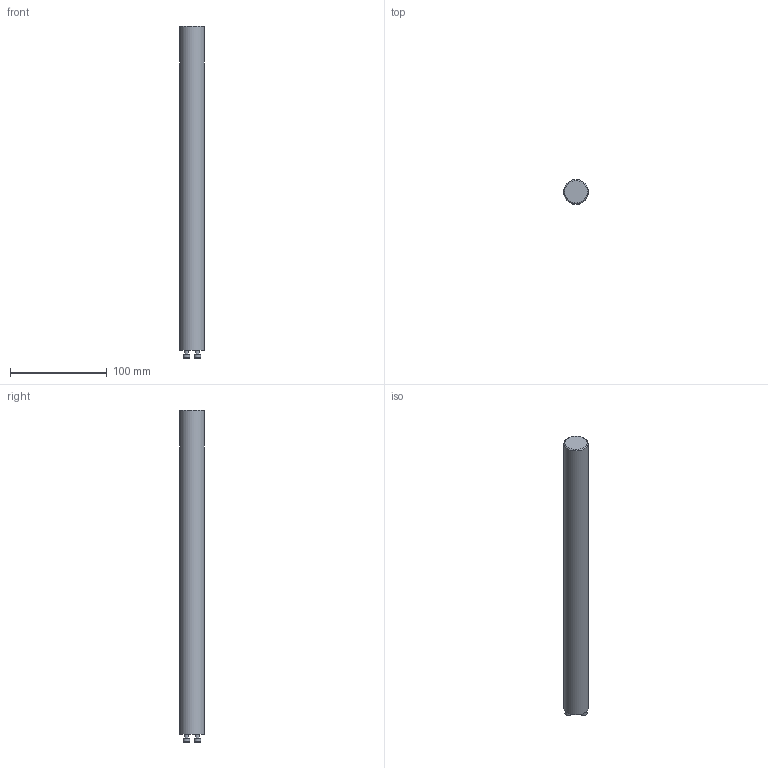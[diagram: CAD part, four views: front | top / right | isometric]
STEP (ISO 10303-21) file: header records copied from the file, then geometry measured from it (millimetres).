
FILE_DESCRIPTION(/* description */ (''),/* implementation_level */ '2;1');
FILE_NAME(/* name */ 'TOOLCOMP_1.STP',/* time_stamp */ '2024-08-21T13:02:15+02:00',/* author */ (''),/* organization */ ('SMS'),/* preprocessor_version */ 'ST-DEVELOPER v16.7',/* originating_system */ 'SIEMENS PLM Software NX 12.0',/* authorisation */ '');
FILE_SCHEMA (('AUTOMOTIVE_DESIGN { 1 0 10303 214 3 1 1 1 }'));
Length unit declared in the file: millimetre
Products named in the file (1): TOOLCOMP_1
Bounding box: 25.4 x 25.4 x 344 mm (x, y, z)
Volume: 170761.3 mm3; surface area: 28402.9 mm2
Topology: 1 solids, 1 shells, 106 faces, 251 edges, 155 vertices
Faces by surface type: cylinder 55, plane 26, cone 25
Full cylindrical faces by diameter (mm): 4 x3, 7 x3, 25.4 x1
Entity records: 3633 total; most frequent: CARTESIAN_POINT 1261, DIRECTION 508, ORIENTED_EDGE 456, AXIS2_PLACEMENT_3D 230, EDGE_CURVE 228, VERTEX_POINT 147, EDGE_LOOP 126, CIRCLE 120
